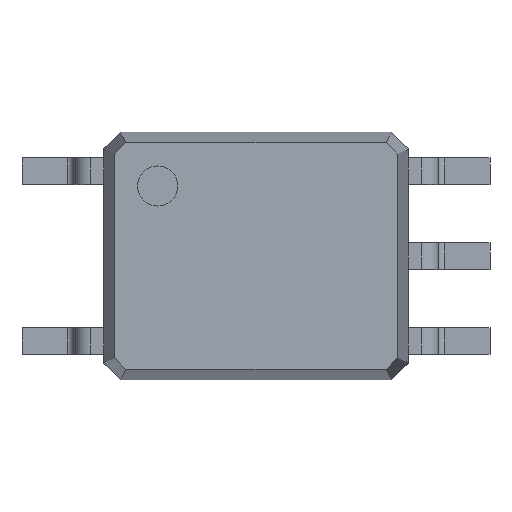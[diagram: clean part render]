
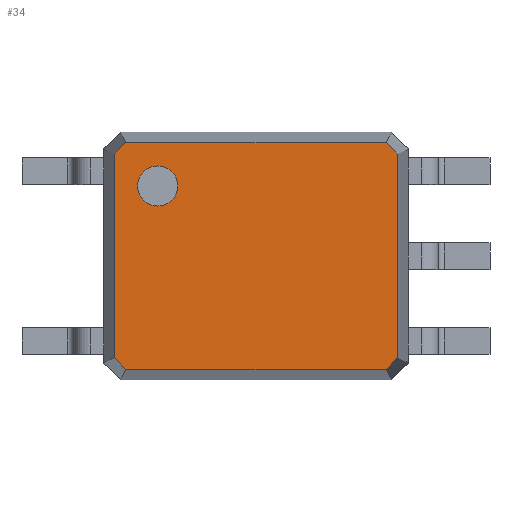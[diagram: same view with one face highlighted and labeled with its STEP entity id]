
A CAD part, top view. The second image highlights one B-rep face of the part: STEP entity #34.
In plain terms, the highlighted planar face has unit normal (0, 0, 1).
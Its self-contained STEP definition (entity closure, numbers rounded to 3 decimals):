
#21 = EDGE_CURVE('',#22,#22,#24,.T.);
#22 = VERTEX_POINT('',#23);
#23 = CARTESIAN_POINT('',(-1.47,0.745,2.2));
#24 = CIRCLE('',#25,0.3);
#25 = AXIS2_PLACEMENT_3D('',#26,#27,#28);
#26 = CARTESIAN_POINT('',(-1.47,1.045,2.2));
#27 = DIRECTION('',(0.,-0.,-1.));
#28 = DIRECTION('',(0.,-1.,0.));
#34 = ADVANCED_FACE('',(#35,#101),#104,.F.);
#35 = FACE_BOUND('',#36,.F.);
#36 = EDGE_LOOP('',(#37,#47,#55,#63,#71,#79,#87,#95));
#37 = ORIENTED_EDGE('',*,*,#38,.T.);
#38 = EDGE_CURVE('',#39,#41,#43,.T.);
#39 = VERTEX_POINT('',#40);
#40 = CARTESIAN_POINT('',(-1.948,1.695,2.2));
#41 = VERTEX_POINT('',#42);
#42 = CARTESIAN_POINT('',(1.948,1.695,2.2));
#43 = LINE('',#44,#45);
#44 = CARTESIAN_POINT('',(-1.948,1.695,2.2));
#45 = VECTOR('',#46,1.);
#46 = DIRECTION('',(1.,0.,0.));
#47 = ORIENTED_EDGE('',*,*,#48,.T.);
#48 = EDGE_CURVE('',#41,#49,#51,.T.);
#49 = VERTEX_POINT('',#50);
#50 = CARTESIAN_POINT('',(2.12,1.523,2.2));
#51 = LINE('',#52,#53);
#52 = CARTESIAN_POINT('',(1.948,1.695,2.2));
#53 = VECTOR('',#54,1.);
#54 = DIRECTION('',(0.707,-0.707,0.));
#55 = ORIENTED_EDGE('',*,*,#56,.T.);
#56 = EDGE_CURVE('',#49,#57,#59,.T.);
#57 = VERTEX_POINT('',#58);
#58 = CARTESIAN_POINT('',(2.12,-1.523,2.2));
#59 = LINE('',#60,#61);
#60 = CARTESIAN_POINT('',(2.12,1.523,2.2));
#61 = VECTOR('',#62,1.);
#62 = DIRECTION('',(0.,-1.,0.));
#63 = ORIENTED_EDGE('',*,*,#64,.T.);
#64 = EDGE_CURVE('',#57,#65,#67,.T.);
#65 = VERTEX_POINT('',#66);
#66 = CARTESIAN_POINT('',(1.948,-1.695,2.2));
#67 = LINE('',#68,#69);
#68 = CARTESIAN_POINT('',(2.12,-1.523,2.2));
#69 = VECTOR('',#70,1.);
#70 = DIRECTION('',(-0.707,-0.707,0.));
#71 = ORIENTED_EDGE('',*,*,#72,.T.);
#72 = EDGE_CURVE('',#65,#73,#75,.T.);
#73 = VERTEX_POINT('',#74);
#74 = CARTESIAN_POINT('',(-1.948,-1.695,2.2));
#75 = LINE('',#76,#77);
#76 = CARTESIAN_POINT('',(1.948,-1.695,2.2));
#77 = VECTOR('',#78,1.);
#78 = DIRECTION('',(-1.,0.,0.));
#79 = ORIENTED_EDGE('',*,*,#80,.T.);
#80 = EDGE_CURVE('',#73,#81,#83,.T.);
#81 = VERTEX_POINT('',#82);
#82 = CARTESIAN_POINT('',(-2.12,-1.523,2.2));
#83 = LINE('',#84,#85);
#84 = CARTESIAN_POINT('',(-1.948,-1.695,2.2));
#85 = VECTOR('',#86,1.);
#86 = DIRECTION('',(-0.707,0.707,0.));
#87 = ORIENTED_EDGE('',*,*,#88,.T.);
#88 = EDGE_CURVE('',#81,#89,#91,.T.);
#89 = VERTEX_POINT('',#90);
#90 = CARTESIAN_POINT('',(-2.12,1.523,2.2));
#91 = LINE('',#92,#93);
#92 = CARTESIAN_POINT('',(-2.12,-1.523,2.2));
#93 = VECTOR('',#94,1.);
#94 = DIRECTION('',(0.,1.,0.));
#95 = ORIENTED_EDGE('',*,*,#96,.T.);
#96 = EDGE_CURVE('',#89,#39,#97,.T.);
#97 = LINE('',#98,#99);
#98 = CARTESIAN_POINT('',(-2.12,1.523,2.2));
#99 = VECTOR('',#100,1.);
#100 = DIRECTION('',(0.707,0.707,0.));
#101 = FACE_BOUND('',#102,.F.);
#102 = EDGE_LOOP('',(#103));
#103 = ORIENTED_EDGE('',*,*,#21,.F.);
#104 = PLANE('',#105);
#105 = AXIS2_PLACEMENT_3D('',#106,#107,#108);
#106 = CARTESIAN_POINT('',(-1.948,1.695,2.2));
#107 = DIRECTION('',(0.,0.,-1.));
#108 = DIRECTION('',(0.784,-0.62,0.));
